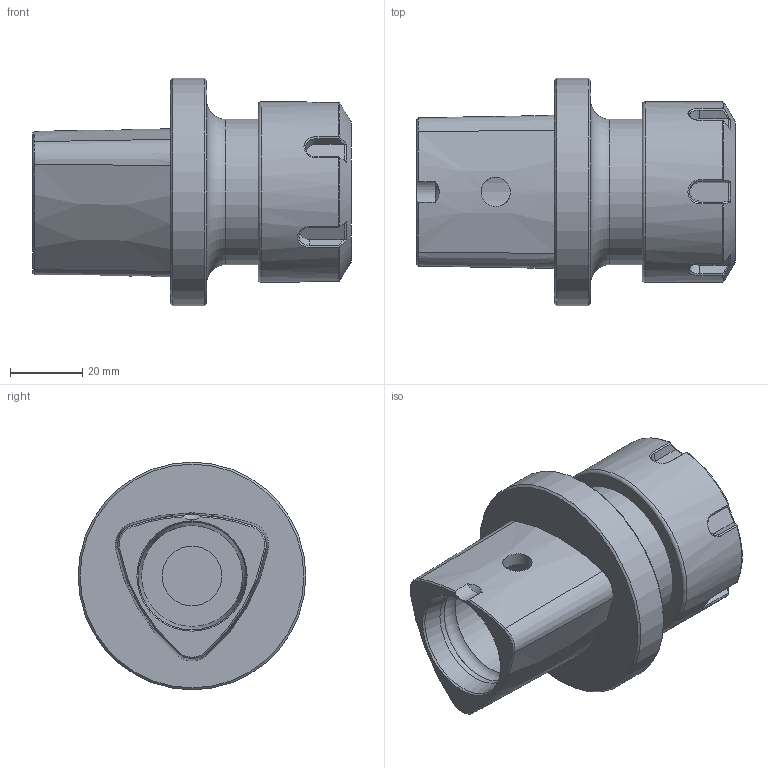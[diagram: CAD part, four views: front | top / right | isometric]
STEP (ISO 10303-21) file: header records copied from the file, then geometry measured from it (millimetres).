
FILE_DESCRIPTION(/* description */ ('STEP AP214'),/* implementation_level */ '2;1');
FILE_NAME(/* name */ 'PSC6-ER32-50W.step',/* time_stamp */ '2026-01-02T17:39:15-06:00',/* author */ (''),/* organization */ (''),/* preprocessor_version */ 'ST-DEVELOPER v20.1',/* originating_system */ 'Autodesk Translation Framework v14.21.0.0',/* authorisation */ '');
FILE_SCHEMA (('AUTOMOTIVE_DESIGN { 1 0 10303 214 3 1 1 }'));
Length unit declared in the file: inch
Products named in the file (3): PSC6 ER32-3.0; ER32 Collet Nut; ER32 Collet Nut v11
Assembly tree (2 placements, depth 3):
  PSC6 ER32-3.0
    ER32 Collet Nut
      ER32 Collet Nut v11
Bounding box: 88.1 x 62.99 x 62.99 mm (x, y, z)
Volume: 119542 mm3; surface area: 29055.6 mm2
Topology: 2 solids, 2 shells, 142 faces, 385 edges, 250 vertices
Faces by surface type: bspline 54, plane 38, cone 26, cylinder 21, torus 3
Full cylindrical faces by diameter (mm): 8.128 x1, 16.51 x1, 23.317 x1, 27.94 x2, 40.183 x1, 49.987 x1, 62.992 x1
Entity records: 6224 total; most frequent: CARTESIAN_POINT 3042, ORIENTED_EDGE 770, DIRECTION 455, EDGE_CURVE 385, VERTEX_POINT 250, B_SPLINE_CURVE_WITH_KNOTS 187, AXIS2_PLACEMENT_3D 175, EDGE_LOOP 149
